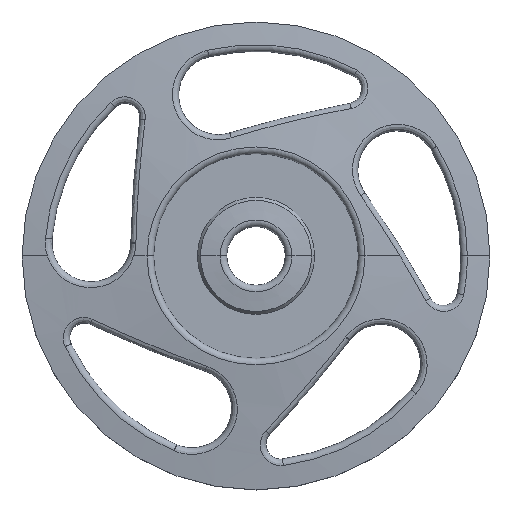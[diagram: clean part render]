
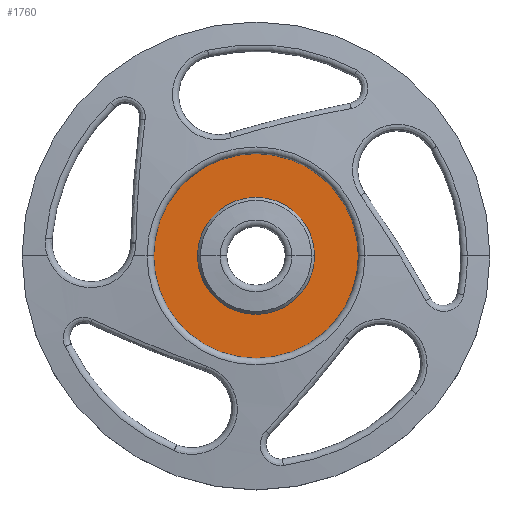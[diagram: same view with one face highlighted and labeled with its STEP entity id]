
A CAD part, top view. The second image highlights one B-rep face of the part: STEP entity #1760.
In plain terms, the highlighted planar face has unit normal (0, 0, 1).
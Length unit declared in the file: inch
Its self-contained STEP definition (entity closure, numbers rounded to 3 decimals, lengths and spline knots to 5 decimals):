
#520 = EDGE_LOOP ( 'NONE', ( #4860, #10957 ) ) ;
#782 = EDGE_CURVE ( 'NONE', #9949, #6465, #3337, .T. ) ;
#1482 = DIRECTION ( 'NONE',  ( 0., 0., -1. ) ) ;
#1499 = CARTESIAN_POINT ( 'NONE',  ( 1.75, 0., 0.62456 ) ) ;
#1541 = EDGE_CURVE ( 'NONE', #6465, #9949, #1866, .T. ) ;
#1760 = ADVANCED_FACE ( 'NONE', ( #8331, #5837 ), #9235, .F. ) ;
#1866 = CIRCLE ( 'NONE', #7127, 1.75 ) ;
#2053 = AXIS2_PLACEMENT_3D ( 'NONE', #2861, #8912, #2971 ) ;
#2801 = CARTESIAN_POINT ( 'NONE',  ( -1., 0., 0.62456 ) ) ;
#2861 = CARTESIAN_POINT ( 'NONE',  ( 0., 0., 0.62456 ) ) ;
#2971 = DIRECTION ( 'NONE',  ( -1., 0., 0. ) ) ;
#3242 = CARTESIAN_POINT ( 'NONE',  ( 0., -1.75, 0.62456 ) ) ;
#3337 = CIRCLE ( 'NONE', #2053, 1.75 ) ;
#3687 = ORIENTED_EDGE ( 'NONE', *, *, #782, .F. ) ;
#4340 = EDGE_CURVE ( 'NONE', #10801, #6835, #6238, .T. ) ;
#4413 = CARTESIAN_POINT ( 'NONE',  ( 1., 0., 0.62456 ) ) ;
#4778 = CARTESIAN_POINT ( 'NONE',  ( -1.75, 0., 0.62456 ) ) ;
#4791 = AXIS2_PLACEMENT_3D ( 'NONE', #6631, #9236, #8332 ) ;
#4860 = ORIENTED_EDGE ( 'NONE', *, *, #4340, .T. ) ;
#5247 = CIRCLE ( 'NONE', #8137, 1. ) ;
#5837 = FACE_BOUND ( 'NONE', #520, .T. ) ;
#6238 = CIRCLE ( 'NONE', #4791, 1. ) ;
#6465 = VERTEX_POINT ( 'NONE', #4778 ) ;
#6584 = DIRECTION ( 'NONE',  ( -1., 0., 0. ) ) ;
#6631 = CARTESIAN_POINT ( 'NONE',  ( 0., 0., 0.62456 ) ) ;
#6835 = VERTEX_POINT ( 'NONE', #4413 ) ;
#7127 = AXIS2_PLACEMENT_3D ( 'NONE', #9192, #7270, #6584 ) ;
#7270 = DIRECTION ( 'NONE',  ( 0., 0., -1. ) ) ;
#7310 = AXIS2_PLACEMENT_3D ( 'NONE', #3242, #9290, #7873 ) ;
#7873 = DIRECTION ( 'NONE',  ( -1., 0., 0. ) ) ;
#8137 = AXIS2_PLACEMENT_3D ( 'NONE', #9148, #1482, #10221 ) ;
#8140 = ORIENTED_EDGE ( 'NONE', *, *, #1541, .F. ) ;
#8199 = EDGE_CURVE ( 'NONE', #6835, #10801, #5247, .T. ) ;
#8331 = FACE_OUTER_BOUND ( 'NONE', #9938, .T. ) ;
#8332 = DIRECTION ( 'NONE',  ( -1., 0., 0. ) ) ;
#8912 = DIRECTION ( 'NONE',  ( 0., 0., -1. ) ) ;
#9148 = CARTESIAN_POINT ( 'NONE',  ( 0., 0., 0.62456 ) ) ;
#9192 = CARTESIAN_POINT ( 'NONE',  ( 0., 0., 0.62456 ) ) ;
#9235 = PLANE ( 'NONE',  #7310 ) ;
#9236 = DIRECTION ( 'NONE',  ( 0., 0., -1. ) ) ;
#9290 = DIRECTION ( 'NONE',  ( 0., 0., -1. ) ) ;
#9938 = EDGE_LOOP ( 'NONE', ( #8140, #3687 ) ) ;
#9949 = VERTEX_POINT ( 'NONE', #1499 ) ;
#10221 = DIRECTION ( 'NONE',  ( -1., 0., 0. ) ) ;
#10801 = VERTEX_POINT ( 'NONE', #2801 ) ;
#10957 = ORIENTED_EDGE ( 'NONE', *, *, #8199, .T. ) ;
